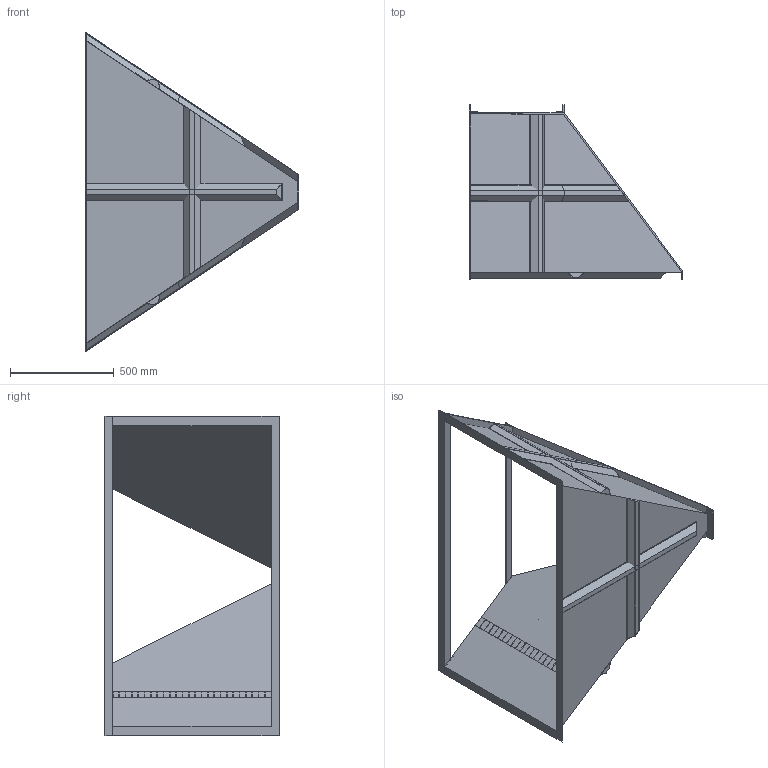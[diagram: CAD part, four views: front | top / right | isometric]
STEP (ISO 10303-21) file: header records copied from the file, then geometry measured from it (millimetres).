
FILE_DESCRIPTION (( 'STEP AP214' ), '1' );
FILE_NAME ('2.5H Flume Assy no options.STEP', '2020-08-31T18:12:03', ( '' ), ( '' ), 'SwSTEP 2.0', 'SolidWorks 2020', '' );
FILE_SCHEMA (( 'AUTOMOTIVE_DESIGN' ));
Length unit declared in the file: inch
Products named in the file (3): 2.5H H Flume_2.5'' H FLUME; Parshall Staff Gauge 24in long parshall staff gauge_English Staff Gauge - 30"; 2.5H Flume Assy no options
Assembly tree (2 placements, depth 2):
  2.5H Flume Assy no options
    2.5H H Flume_2.5'' H FLUME
    Parshall Staff Gauge 24in long parshall staff gauge_English Staff Gauge - 30"
Bounding box: 1028.7 x 838.2 x 1539.38 mm (x, y, z)
Volume: 9591.3 mm3; surface area: 6935603.3 mm2
Topology: 1 solids, 16 shells, 230 faces, 620 edges, 418 vertices
Faces by surface type: plane 225, cylinder 4, bspline 1
Entity records: 8096 total; most frequent: CARTESIAN_POINT 1325, ORIENTED_EDGE 1224, DIRECTION 1078, EDGE_CURVE 620, VECTOR 608, LINE 608, VERTEX_POINT 418, EDGE_LOOP 244
